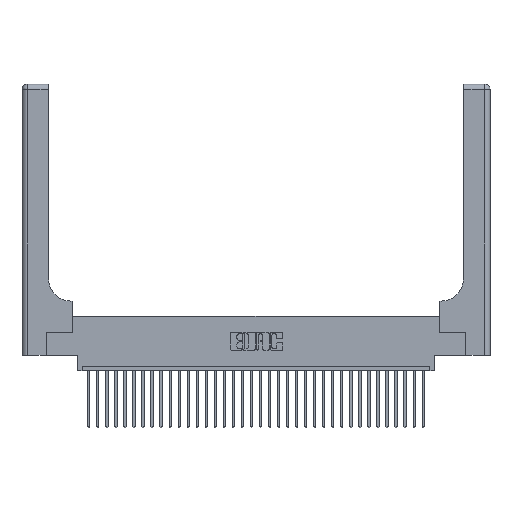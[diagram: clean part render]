
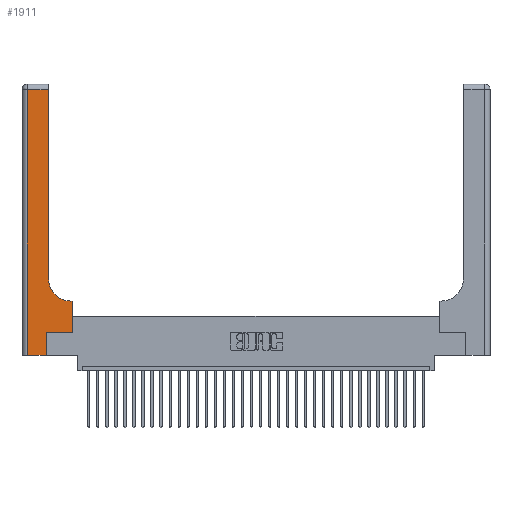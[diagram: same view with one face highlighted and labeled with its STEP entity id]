
A CAD part, top view. The second image highlights one B-rep face of the part: STEP entity #1911.
In plain terms, the highlighted planar face has unit normal (0, 0, 1).
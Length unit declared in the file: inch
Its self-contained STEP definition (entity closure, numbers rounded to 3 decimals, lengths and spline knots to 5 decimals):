
#148 = EDGE_CURVE ( 'NONE', #7091, #6369, #29031, .T. ) ;
#322 = DIRECTION ( 'NONE',  ( 0., 1., 0. ) ) ;
#663 = DIRECTION ( 'NONE',  ( 0., 0., -1. ) ) ;
#850 = VERTEX_POINT ( 'NONE', #16442 ) ;
#1060 = DIRECTION ( 'NONE',  ( -1., 0., 0. ) ) ;
#1212 = VERTEX_POINT ( 'NONE', #33983 ) ;
#1911 = ADVANCED_FACE ( 'NONE', ( #10282 ), #19665, .F. ) ;
#3731 = ORIENTED_EDGE ( 'NONE', *, *, #4710, .T. ) ;
#3757 = EDGE_CURVE ( 'NONE', #1212, #850, #15946, .T. ) ;
#3966 = VECTOR ( 'NONE', #30814, 39.37008 ) ;
#4343 = CARTESIAN_POINT ( 'NONE',  ( 0.5585, 0.25, 0.37 ) ) ;
#4465 = AXIS2_PLACEMENT_3D ( 'NONE', #11547, #32915, #24979 ) ;
#4546 = CARTESIAN_POINT ( 'NONE',  ( 0.06, 2.94, 0.37 ) ) ;
#4710 = EDGE_CURVE ( 'NONE', #6369, #5202, #30809, .T. ) ;
#5202 = VERTEX_POINT ( 'NONE', #33001 ) ;
#6369 = VERTEX_POINT ( 'NONE', #23404 ) ;
#7091 = VERTEX_POINT ( 'NONE', #4546 ) ;
#7116 = CARTESIAN_POINT ( 'NONE',  ( 0., 0., 0.37 ) ) ;
#7675 = DIRECTION ( 'NONE',  ( 1., 0., 0. ) ) ;
#7760 = CARTESIAN_POINT ( 'NONE',  ( 0.06, 3., 0.37 ) ) ;
#8285 = DIRECTION ( 'NONE',  ( 0., 1., 0. ) ) ;
#8925 = ORIENTED_EDGE ( 'NONE', *, *, #17400, .T. ) ;
#9203 = ORIENTED_EDGE ( 'NONE', *, *, #19767, .T. ) ;
#10282 = FACE_OUTER_BOUND ( 'NONE', #11623, .T. ) ;
#10717 = LINE ( 'NONE', #26818, #22234 ) ;
#10856 = ORIENTED_EDGE ( 'NONE', *, *, #13283, .T. ) ;
#11547 = CARTESIAN_POINT ( 'NONE',  ( 0., 3., 0.37 ) ) ;
#11578 = ORIENTED_EDGE ( 'NONE', *, *, #28867, .T. ) ;
#11623 = EDGE_LOOP ( 'NONE', ( #14398, #10856, #18741, #3731, #9203, #29164, #8925, #30493, #11578 ) ) ;
#11649 = CARTESIAN_POINT ( 'NONE',  ( 0.2915, 0.6, 0.37 ) ) ;
#12724 = LINE ( 'NONE', #11649, #20986 ) ;
#13283 = EDGE_CURVE ( 'NONE', #23756, #7091, #33089, .T. ) ;
#13824 = DIRECTION ( 'NONE',  ( 1., 0., 0. ) ) ;
#14398 = ORIENTED_EDGE ( 'NONE', *, *, #21146, .T. ) ;
#15946 = LINE ( 'NONE', #34295, #32567 ) ;
#16442 = CARTESIAN_POINT ( 'NONE',  ( 0.5585, 0.25, 0.37 ) ) ;
#17400 = EDGE_CURVE ( 'NONE', #850, #25237, #27814, .T. ) ;
#18286 = VECTOR ( 'NONE', #25116, 39.37008 ) ;
#18741 = ORIENTED_EDGE ( 'NONE', *, *, #148, .T. ) ;
#18851 = CARTESIAN_POINT ( 'NONE',  ( 0.269, 0., 0.37 ) ) ;
#19031 = LINE ( 'NONE', #18851, #29819 ) ;
#19665 = PLANE ( 'NONE',  #4465 ) ;
#19767 = EDGE_CURVE ( 'NONE', #5202, #1212, #19031, .T. ) ;
#20054 = CARTESIAN_POINT ( 'NONE',  ( 0.2915, 2.94, 0.37 ) ) ;
#20261 = VERTEX_POINT ( 'NONE', #31794 ) ;
#20284 = VERTEX_POINT ( 'NONE', #29864 ) ;
#20986 = VECTOR ( 'NONE', #1060, 39.37008 ) ;
#21146 = EDGE_CURVE ( 'NONE', #20284, #23756, #10717, .T. ) ;
#21239 = VECTOR ( 'NONE', #25690, 39.37008 ) ;
#22234 = VECTOR ( 'NONE', #322, 39.37008 ) ;
#22313 = EDGE_CURVE ( 'NONE', #25237, #20261, #12724, .T. ) ;
#23404 = CARTESIAN_POINT ( 'NONE',  ( 0.06, 0., 0.37 ) ) ;
#23756 = VERTEX_POINT ( 'NONE', #20054 ) ;
#24915 = AXIS2_PLACEMENT_3D ( 'NONE', #27030, #663, #13824 ) ;
#24979 = DIRECTION ( 'NONE',  ( -1., 0., 0. ) ) ;
#25116 = DIRECTION ( 'NONE',  ( 0., 1., 0. ) ) ;
#25237 = VERTEX_POINT ( 'NONE', #29813 ) ;
#25690 = DIRECTION ( 'NONE',  ( 1., 0., 0. ) ) ;
#26532 = VECTOR ( 'NONE', #32043, 39.37008 ) ;
#26818 = CARTESIAN_POINT ( 'NONE',  ( 0.2915, 3., 0.37 ) ) ;
#27030 = CARTESIAN_POINT ( 'NONE',  ( 0.5415, 0.85, 0.37 ) ) ;
#27814 = LINE ( 'NONE', #4343, #18286 ) ;
#28145 = CARTESIAN_POINT ( 'NONE',  ( 0., 2.94, 0.37 ) ) ;
#28867 = EDGE_CURVE ( 'NONE', #20261, #20284, #31650, .T. ) ;
#29031 = LINE ( 'NONE', #7760, #26532 ) ;
#29164 = ORIENTED_EDGE ( 'NONE', *, *, #3757, .T. ) ;
#29813 = CARTESIAN_POINT ( 'NONE',  ( 0.5585, 0.6, 0.37 ) ) ;
#29819 = VECTOR ( 'NONE', #8285, 39.37008 ) ;
#29864 = CARTESIAN_POINT ( 'NONE',  ( 0.2915, 0.85, 0.37 ) ) ;
#30493 = ORIENTED_EDGE ( 'NONE', *, *, #22313, .T. ) ;
#30809 = LINE ( 'NONE', #7116, #21239 ) ;
#30814 = DIRECTION ( 'NONE',  ( -1., 0., 0. ) ) ;
#31650 = CIRCLE ( 'NONE', #24915, 0.25 ) ;
#31794 = CARTESIAN_POINT ( 'NONE',  ( 0.5415, 0.6, 0.37 ) ) ;
#32043 = DIRECTION ( 'NONE',  ( 0., -1., 0. ) ) ;
#32567 = VECTOR ( 'NONE', #7675, 39.37008 ) ;
#32915 = DIRECTION ( 'NONE',  ( 0., 0., -1. ) ) ;
#33001 = CARTESIAN_POINT ( 'NONE',  ( 0.269, 0., 0.37 ) ) ;
#33089 = LINE ( 'NONE', #28145, #3966 ) ;
#33983 = CARTESIAN_POINT ( 'NONE',  ( 0.269, 0.25, 0.37 ) ) ;
#34295 = CARTESIAN_POINT ( 'NONE',  ( 0.269, 0.25, 0.37 ) ) ;
